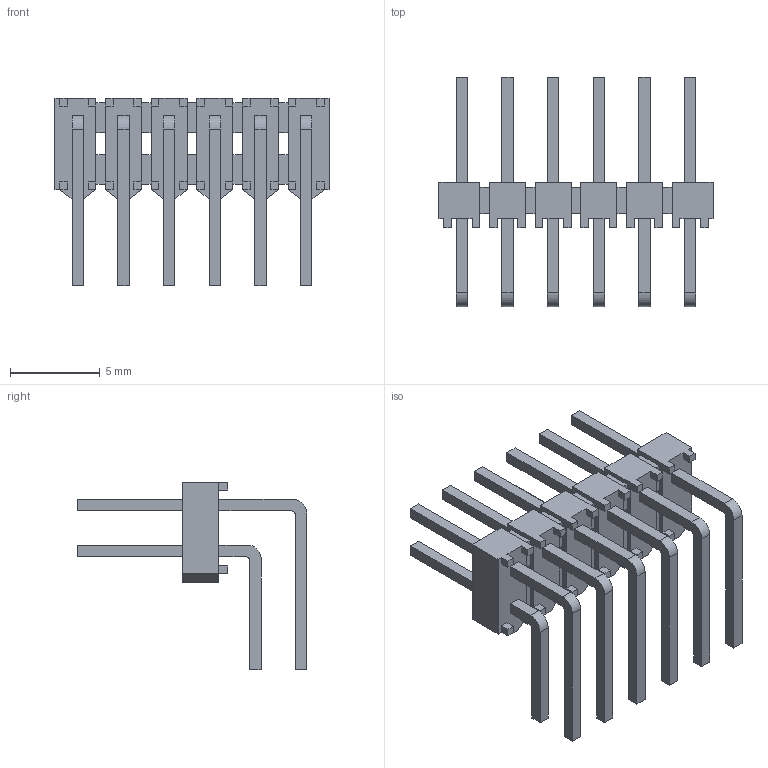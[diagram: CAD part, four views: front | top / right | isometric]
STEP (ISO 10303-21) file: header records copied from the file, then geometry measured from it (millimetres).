
FILE_DESCRIPTION((''),'2;1');
FILE_NAME('SAMTEC_TSW-106-22-L-D-RA.stp','2014-02-04T09:52:11',(''),(''),'Mechanical Desktop 2011','Mechanical Desktop 2011',', , ');
FILE_SCHEMA(('AUTOMOTIVE_DESIGN { 1 2 10303 214 1 1 1 1 }'));
Length unit declared in the file: millimetre
Products named in the file (1): Product
Bounding box: 15.24 x 12.76 x 10.41 mm (x, y, z)
Volume: 234.9 mm3; surface area: 950 mm2
Topology: 40 solids, 40 shells, 390 faces, 914 edges, 604 vertices
Faces by surface type: plane 294, bspline 72, cylinder 24
Entity records: 10958 total; most frequent: CARTESIAN_POINT 2125, ORIENTED_EDGE 1828, DIRECTION 1600, EDGE_CURVE 914, VECTOR 866, LINE 866, VERTEX_POINT 604, EDGE_LOOP 390
